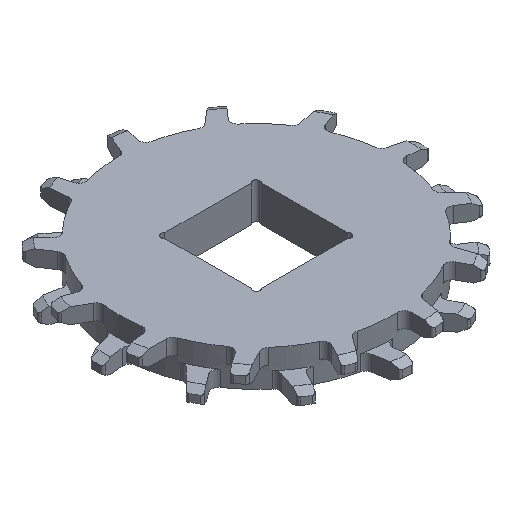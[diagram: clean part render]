
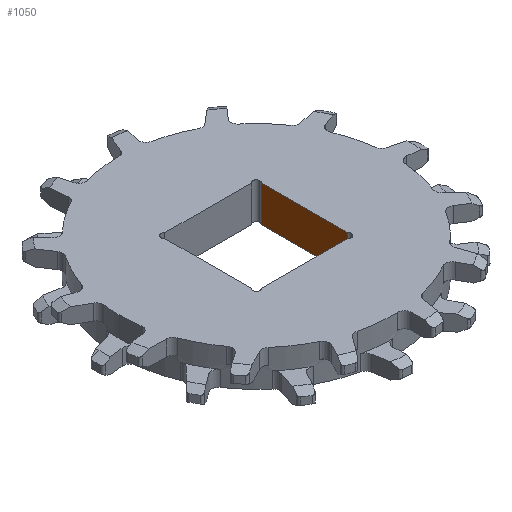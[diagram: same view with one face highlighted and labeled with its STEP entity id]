
A CAD part, isometric view. The second image highlights one B-rep face of the part: STEP entity #1050.
In plain terms, the highlighted planar face has unit normal (-1, 0, 0).
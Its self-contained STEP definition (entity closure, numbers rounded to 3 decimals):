
#179 = LINE ( 'NONE', #4466, #7833 ) ;
#517 = ORIENTED_EDGE ( 'NONE', *, *, #11021, .F. ) ;
#1050 = ADVANCED_FACE ( 'NONE', ( #2982 ), #2244, .F. ) ;
#1721 = DIRECTION ( 'NONE',  ( 0., 0., 1. ) ) ;
#1724 = CARTESIAN_POINT ( 'NONE',  ( 20., 0., 7.5 ) ) ;
#1774 = VERTEX_POINT ( 'NONE', #8047 ) ;
#2244 = PLANE ( 'NONE',  #4400 ) ;
#2363 = LINE ( 'NONE', #7457, #9600 ) ;
#2414 = DIRECTION ( 'NONE',  ( 0., 1., 0. ) ) ;
#2761 = ORIENTED_EDGE ( 'NONE', *, *, #5923, .T. ) ;
#2982 = FACE_OUTER_BOUND ( 'NONE', #4467, .T. ) ;
#3470 = LINE ( 'NONE', #4418, #6087 ) ;
#4400 = AXIS2_PLACEMENT_3D ( 'NONE', #8179, #8957, #6372 ) ;
#4418 = CARTESIAN_POINT ( 'NONE',  ( 20., 17.882, -43. ) ) ;
#4466 = CARTESIAN_POINT ( 'NONE',  ( 20., -17.882, -43. ) ) ;
#4467 = EDGE_LOOP ( 'NONE', ( #2761, #10865, #517, #5708 ) ) ;
#4470 = DIRECTION ( 'NONE',  ( 0., 1., 0. ) ) ;
#5391 = CARTESIAN_POINT ( 'NONE',  ( 20., 17.882, -7.5 ) ) ;
#5708 = ORIENTED_EDGE ( 'NONE', *, *, #10770, .F. ) ;
#5923 = EDGE_CURVE ( 'NONE', #9555, #1774, #179, .T. ) ;
#6087 = VECTOR ( 'NONE', #6855, 1000. ) ;
#6245 = CARTESIAN_POINT ( 'NONE',  ( 20., -17.882, -7.5 ) ) ;
#6372 = DIRECTION ( 'NONE',  ( 0., 1., 0. ) ) ;
#6855 = DIRECTION ( 'NONE',  ( 0., 0., 1. ) ) ;
#7338 = VERTEX_POINT ( 'NONE', #10889 ) ;
#7457 = CARTESIAN_POINT ( 'NONE',  ( 20., 0., -7.5 ) ) ;
#7569 = VECTOR ( 'NONE', #4470, 1000. ) ;
#7833 = VECTOR ( 'NONE', #1721, 1000. ) ;
#8047 = CARTESIAN_POINT ( 'NONE',  ( 20., -17.882, 7.5 ) ) ;
#8179 = CARTESIAN_POINT ( 'NONE',  ( 20., 17.882, -43. ) ) ;
#8957 = DIRECTION ( 'NONE',  ( 1., 0., 0. ) ) ;
#9281 = LINE ( 'NONE', #1724, #7569 ) ;
#9511 = EDGE_CURVE ( 'NONE', #1774, #7338, #9281, .T. ) ;
#9555 = VERTEX_POINT ( 'NONE', #6245 ) ;
#9600 = VECTOR ( 'NONE', #2414, 1000. ) ;
#10008 = VERTEX_POINT ( 'NONE', #5391 ) ;
#10770 = EDGE_CURVE ( 'NONE', #9555, #10008, #2363, .T. ) ;
#10865 = ORIENTED_EDGE ( 'NONE', *, *, #9511, .T. ) ;
#10889 = CARTESIAN_POINT ( 'NONE',  ( 20., 17.882, 7.5 ) ) ;
#11021 = EDGE_CURVE ( 'NONE', #10008, #7338, #3470, .T. ) ;
